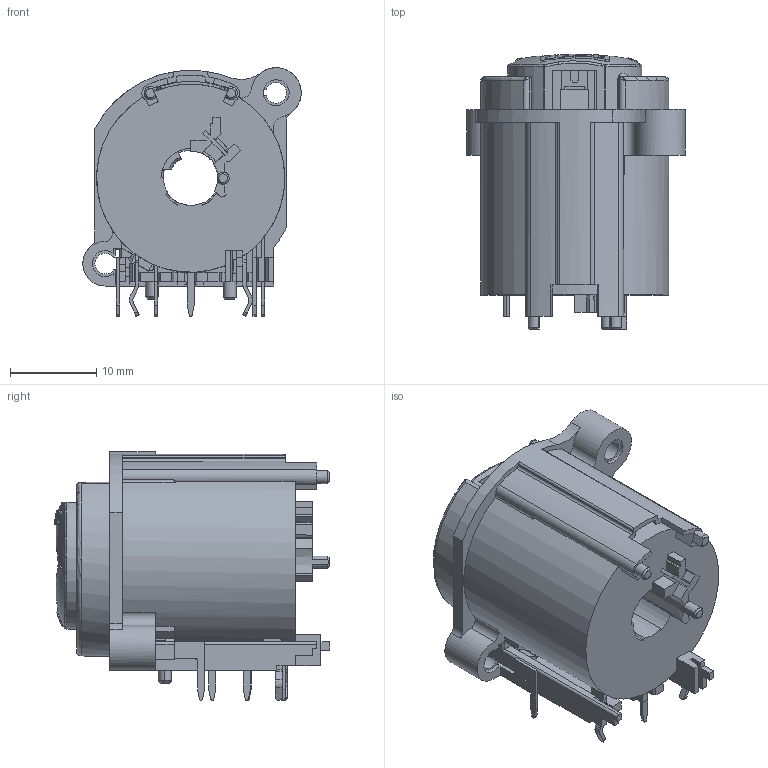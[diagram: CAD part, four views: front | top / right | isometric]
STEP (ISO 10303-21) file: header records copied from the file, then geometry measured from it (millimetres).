
FILE_DESCRIPTION((''),'2;1');
FILE_NAME('RCJ9FAH-0','2020-06-30T',('zyj'),(''),'PRO/ENGINEER BY PARAMETRIC TECHNOLOGY CORPORATION, 2013040','PRO/ENGINEER BY PARAMETRIC TECHNOLOGY CORPORATION, 2013040','');
FILE_SCHEMA(('CONFIG_CONTROL_DESIGN','SHAPE_APPEARANCE_LAYERS_GROUPS'));
Length unit declared in the file: millimetre
Products named in the file (1): RCJ9FAH-0
Bounding box: 25.3 x 31.88 x 28.8 mm (x, y, z)
Volume: 8081.6 mm3; surface area: 7296.9 mm2
Topology: 1 solids, 4 shells, 924 faces, 2738 edges, 1812 vertices
Faces by surface type: plane 628, cylinder 146, extrusion 54, bspline 44, cone 27, torus 19, sphere 6
Entity records: 34414 total; most frequent: CARTESIAN_POINT 10324, ORIENTED_EDGE 5466, DIRECTION 4352, EDGE_CURVE 2733, VERTEX_POINT 1812, VECTOR 1762, LINE 1708, AXIS2_PLACEMENT_3D 1295
